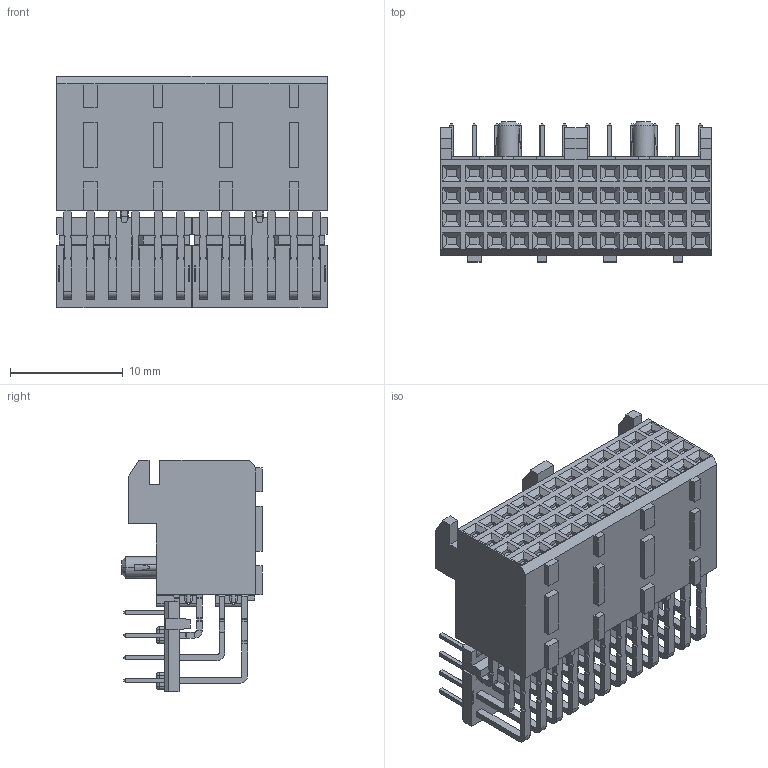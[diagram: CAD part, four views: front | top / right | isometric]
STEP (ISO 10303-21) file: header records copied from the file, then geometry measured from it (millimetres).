
FILE_DESCRIPTION((''),'2;1');
FILE_NAME('HM1F42TAP000H6LF_CUST_3D','2021-09-23T',('wuda'),('AFCI'),'CREO PARAMETRIC BY PTC INC, 2016130','CREO PARAMETRIC BY PTC INC, 2016130','');
FILE_SCHEMA(('AUTOMOTIVE_DESIGN { 1 0 10303 214 1 1 1 1 }'));
Products named in the file (1): HM1F42TAP000H6LF_CUST_3D
Bounding box: 23.95 x 12.4 x 20.52 mm (x, y, z)
Volume: 2927.8 mm3; surface area: 3079.7 mm2
Topology: 1 solids, 1 shells, 2503 faces, 6369 edges, 3972 vertices
Faces by surface type: plane 1861, cylinder 398, bspline 192, sphere 32, cone 16, torus 4
Entity records: 127053 total; most frequent: CARTESIAN_POINT 48572, ORIENTED_EDGE 12674, DIRECTION 11261, PRESENTATION_STYLE_ASSIGNMENT 6338, STYLED_ITEM 6338, CURVE_STYLE 6337, EDGE_CURVE 6337, VECTOR 5079
